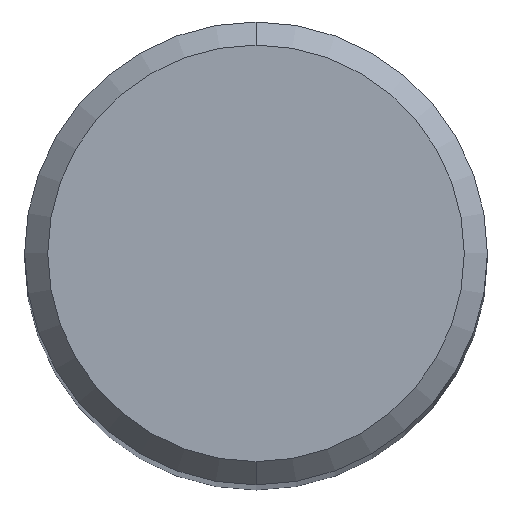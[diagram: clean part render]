
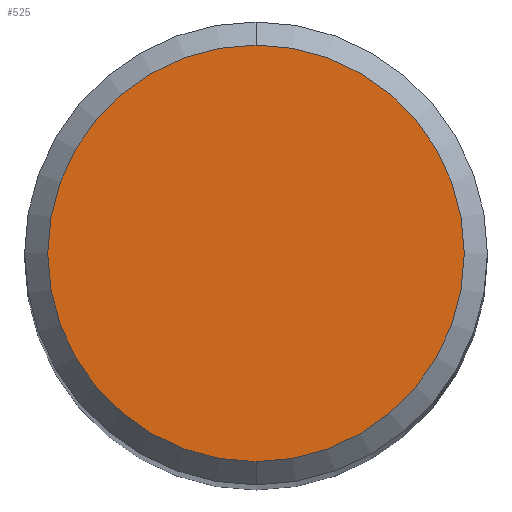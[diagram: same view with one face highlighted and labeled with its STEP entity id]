
A CAD part, top view. The second image highlights one B-rep face of the part: STEP entity #525.
In plain terms, the highlighted planar face has unit normal (0, 0, 1).
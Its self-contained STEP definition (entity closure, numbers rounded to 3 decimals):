
#347=VERTEX_POINT('',#921);
#365=EDGE_CURVE('',#741,#347,#940,.T.);
#525=ADVANCED_FACE('',(#1112),#1113,.T.);
#713=EDGE_CURVE('',#347,#741,#1317,.T.);
#741=VERTEX_POINT('',#1351);
#921=CARTESIAN_POINT('',(0.0,3.6,0.0));
#940=CIRCLE('',#1740,3.6);
#1112=FACE_OUTER_BOUND('',#3482,.T.);
#1113=PLANE('',#3483);
#1317=CIRCLE('',#4214,3.6);
#1351=CARTESIAN_POINT('',(0.,-3.6,0.0));
#1740=AXIS2_PLACEMENT_3D('',#5929,#5930,#5931);
#3482=EDGE_LOOP('',(#6103,#6104));
#3483=AXIS2_PLACEMENT_3D('',#6105,#6106,#6107);
#4214=AXIS2_PLACEMENT_3D('',#6303,#6304,#6305);
#5929=CARTESIAN_POINT('',(0.0,0.0,0.0));
#5930=DIRECTION('',(0.0,0.0,-1.0));
#5931=DIRECTION('',(0.0,1.0,0.0));
#6103=ORIENTED_EDGE('',*,*,#713,.F.);
#6104=ORIENTED_EDGE('',*,*,#365,.F.);
#6105=CARTESIAN_POINT('',(0.0,1.8,0.0));
#6106=DIRECTION('',(-0.0,0.0,1.0));
#6107=DIRECTION('',(0.0,-1.0,0.0));
#6303=CARTESIAN_POINT('',(0.0,0.0,0.0));
#6304=DIRECTION('',(0.0,0.0,-1.0));
#6305=DIRECTION('',(0.0,1.0,0.0));
